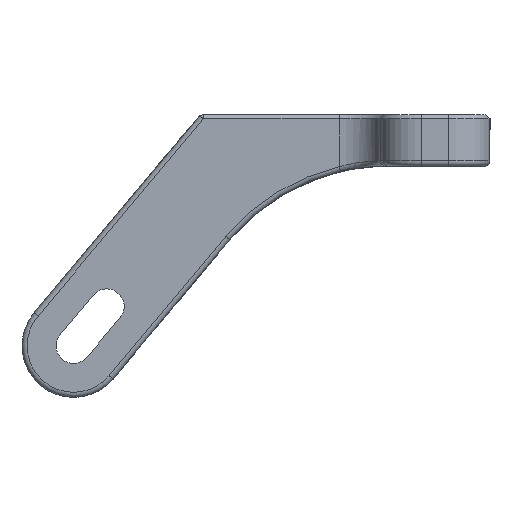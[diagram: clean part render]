
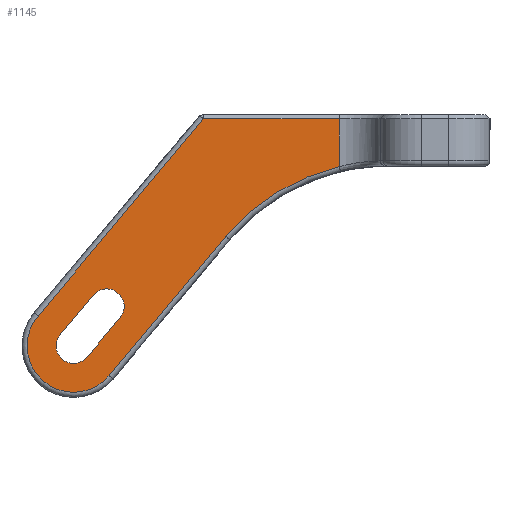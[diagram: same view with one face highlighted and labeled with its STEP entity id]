
A CAD part, left-side view. The second image highlights one B-rep face of the part: STEP entity #1145.
In plain terms, the highlighted planar face has unit normal (-1, 0, 0).
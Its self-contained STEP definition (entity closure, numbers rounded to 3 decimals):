
#55 = VECTOR ( 'NONE', #998, 1000. ) ;
#208 = VERTEX_POINT ( 'NONE', #3100 ) ;
#253 = DIRECTION ( 'NONE',  ( 0., 0., 1. ) ) ;
#290 = AXIS2_PLACEMENT_3D ( 'NONE', #4741, #689, #2343 ) ;
#305 = CARTESIAN_POINT ( 'NONE',  ( -86.992, 55.5, -28.9 ) ) ;
#314 = DIRECTION ( 'NONE',  ( -1., 0., 0. ) ) ;
#350 = LINE ( 'NONE', #1597, #1305 ) ;
#397 = ORIENTED_EDGE ( 'NONE', *, *, #2679, .F. ) ;
#407 = VECTOR ( 'NONE', #3391, 1000. ) ;
#465 = VECTOR ( 'NONE', #3916, 1000. ) ;
#541 = AXIS2_PLACEMENT_3D ( 'NONE', #1009, #3495, #253 ) ;
#565 = EDGE_CURVE ( 'NONE', #3546, #2822, #4396, .T. ) ;
#683 = CARTESIAN_POINT ( 'NONE',  ( -86.992, 68.656, -28.9 ) ) ;
#689 = DIRECTION ( 'NONE',  ( -1., 0., 0. ) ) ;
#711 = CARTESIAN_POINT ( 'NONE',  ( -86.992, 79.978, -52.038 ) ) ;
#720 = EDGE_CURVE ( 'NONE', #4440, #4919, #350, .T. ) ;
#818 = CARTESIAN_POINT ( 'NONE',  ( -86.992, 0., -55.945 ) ) ;
#923 = DIRECTION ( 'NONE',  ( 0., 0., 1. ) ) ;
#998 = DIRECTION ( 'NONE',  ( 0., 0.643, -0.766 ) ) ;
#1009 = CARTESIAN_POINT ( 'NONE',  ( -86.992, 81.28, -50.945 ) ) ;
#1034 = LINE ( 'NONE', #2211, #465 ) ;
#1050 = EDGE_CURVE ( 'NONE', #4564, #4360, #4584, .T. ) ;
#1119 = VERTEX_POINT ( 'NONE', #4525 ) ;
#1145 = ADVANCED_FACE ( 'NONE', ( #2879, #4499 ), #1609, .T. ) ;
#1214 = EDGE_LOOP ( 'NONE', ( #5294, #5222, #2336, #397, #1329 ) ) ;
#1305 = VECTOR ( 'NONE', #1326, 1000. ) ;
#1312 = LINE ( 'NONE', #3788, #407 ) ;
#1326 = DIRECTION ( 'NONE',  ( 0., -0.643, 0.766 ) ) ;
#1329 = ORIENTED_EDGE ( 'NONE', *, *, #565, .F. ) ;
#1396 = DIRECTION ( 'NONE',  ( 1., 0., 0. ) ) ;
#1414 = VECTOR ( 'NONE', #1451, 1000. ) ;
#1451 = DIRECTION ( 'NONE',  ( 0., -0.643, 0.766 ) ) ;
#1488 = ORIENTED_EDGE ( 'NONE', *, *, #1050, .T. ) ;
#1541 = CARTESIAN_POINT ( 'NONE',  ( -86.992, 84.727, -48.053 ) ) ;
#1597 = CARTESIAN_POINT ( 'NONE',  ( -86.992, 66.492, -40.323 ) ) ;
#1609 = PLANE ( 'NONE',  #3203 ) ;
#1963 = DIRECTION ( 'NONE',  ( 0., 0., 1. ) ) ;
#2211 = CARTESIAN_POINT ( 'NONE',  ( -86.992, 68.32, -28.9 ) ) ;
#2252 = CARTESIAN_POINT ( 'NONE',  ( -86.992, 82.582, -49.853 ) ) ;
#2299 = CARTESIAN_POINT ( 'NONE',  ( -86.992, 79.978, -52.038 ) ) ;
#2336 = ORIENTED_EDGE ( 'NONE', *, *, #4462, .F. ) ;
#2343 = DIRECTION ( 'NONE',  ( 0., 0., 1. ) ) ;
#2379 = CARTESIAN_POINT ( 'NONE',  ( -86.992, 82.582, -49.853 ) ) ;
#2463 = AXIS2_PLACEMENT_3D ( 'NONE', #2831, #2810, #4448 ) ;
#2591 = DIRECTION ( 'NONE',  ( 0., 0., 1. ) ) ;
#2628 = CIRCLE ( 'NONE', #290, 1.7 ) ;
#2679 = EDGE_CURVE ( 'NONE', #2822, #1119, #2755, .T. ) ;
#2716 = EDGE_CURVE ( 'NONE', #208, #3701, #2628, .T. ) ;
#2749 = CIRCLE ( 'NONE', #3425, 20.5 ) ;
#2755 = LINE ( 'NONE', #2299, #1414 ) ;
#2810 = DIRECTION ( 'NONE',  ( -1., 0., 0. ) ) ;
#2822 = VERTEX_POINT ( 'NONE', #711 ) ;
#2831 = CARTESIAN_POINT ( 'NONE',  ( -86.992, 81.28, -50.945 ) ) ;
#2879 = FACE_OUTER_BOUND ( 'NONE', #3034, .T. ) ;
#2921 = ORIENTED_EDGE ( 'NONE', *, *, #5174, .T. ) ;
#3034 = EDGE_LOOP ( 'NONE', ( #1488, #4825, #5101, #3857, #4960, #2921 ) ) ;
#3052 = LINE ( 'NONE', #2252, #55 ) ;
#3070 = CIRCLE ( 'NONE', #2463, 4.5 ) ;
#3100 = CARTESIAN_POINT ( 'NONE',  ( -86.992, 78.066, -45.415 ) ) ;
#3124 = VECTOR ( 'NONE', #2591, 1000. ) ;
#3154 = EDGE_CURVE ( 'NONE', #4360, #3179, #1034, .T. ) ;
#3179 = VERTEX_POINT ( 'NONE', #683 ) ;
#3203 = AXIS2_PLACEMENT_3D ( 'NONE', #818, #314, #1963 ) ;
#3391 = DIRECTION ( 'NONE',  ( 0., 0.643, -0.766 ) ) ;
#3425 = AXIS2_PLACEMENT_3D ( 'NONE', #5059, #1396, #3950 ) ;
#3495 = DIRECTION ( 'NONE',  ( -1., 0., 0. ) ) ;
#3546 = VERTEX_POINT ( 'NONE', #2379 ) ;
#3693 = DIRECTION ( 'NONE',  ( -1., 0., 0. ) ) ;
#3701 = VERTEX_POINT ( 'NONE', #4871 ) ;
#3711 = EDGE_CURVE ( 'NONE', #4745, #4440, #3070, .T. ) ;
#3788 = CARTESIAN_POINT ( 'NONE',  ( -86.992, 84.727, -48.053 ) ) ;
#3857 = ORIENTED_EDGE ( 'NONE', *, *, #3711, .T. ) ;
#3916 = DIRECTION ( 'NONE',  ( 0., 1., 0. ) ) ;
#3950 = DIRECTION ( 'NONE',  ( 0., 0., 1. ) ) ;
#4092 = CARTESIAN_POINT ( 'NONE',  ( -86.992, 77.833, -53.838 ) ) ;
#4352 = CARTESIAN_POINT ( 'NONE',  ( -86.992, 66.492, -40.323 ) ) ;
#4360 = VERTEX_POINT ( 'NONE', #305 ) ;
#4396 = CIRCLE ( 'NONE', #541, 1.7 ) ;
#4430 = CIRCLE ( 'NONE', #5107, 1.7 ) ;
#4440 = VERTEX_POINT ( 'NONE', #4092 ) ;
#4448 = DIRECTION ( 'NONE',  ( 0., 0., 1. ) ) ;
#4462 = EDGE_CURVE ( 'NONE', #1119, #208, #4430, .T. ) ;
#4499 = FACE_BOUND ( 'NONE', #1214, .T. ) ;
#4525 = CARTESIAN_POINT ( 'NONE',  ( -86.992, 76.764, -48.208 ) ) ;
#4564 = VERTEX_POINT ( 'NONE', #4728 ) ;
#4584 = LINE ( 'NONE', #4981, #3124 ) ;
#4598 = CARTESIAN_POINT ( 'NONE',  ( -86.992, 78.066, -47.115 ) ) ;
#4728 = CARTESIAN_POINT ( 'NONE',  ( -86.992, 55.5, -33.549 ) ) ;
#4741 = CARTESIAN_POINT ( 'NONE',  ( -86.992, 78.066, -47.115 ) ) ;
#4745 = VERTEX_POINT ( 'NONE', #1541 ) ;
#4825 = ORIENTED_EDGE ( 'NONE', *, *, #3154, .T. ) ;
#4871 = CARTESIAN_POINT ( 'NONE',  ( -86.992, 79.368, -46.022 ) ) ;
#4897 = EDGE_CURVE ( 'NONE', #3701, #3546, #3052, .T. ) ;
#4919 = VERTEX_POINT ( 'NONE', #4352 ) ;
#4960 = ORIENTED_EDGE ( 'NONE', *, *, #720, .T. ) ;
#4981 = CARTESIAN_POINT ( 'NONE',  ( -86.992, 55.5, -28.5 ) ) ;
#5059 = CARTESIAN_POINT ( 'NONE',  ( -86.992, 50.788, -53.5 ) ) ;
#5101 = ORIENTED_EDGE ( 'NONE', *, *, #5143, .T. ) ;
#5107 = AXIS2_PLACEMENT_3D ( 'NONE', #4598, #3693, #923 ) ;
#5143 = EDGE_CURVE ( 'NONE', #3179, #4745, #1312, .T. ) ;
#5174 = EDGE_CURVE ( 'NONE', #4919, #4564, #2749, .T. ) ;
#5222 = ORIENTED_EDGE ( 'NONE', *, *, #2716, .F. ) ;
#5294 = ORIENTED_EDGE ( 'NONE', *, *, #4897, .F. ) ;
